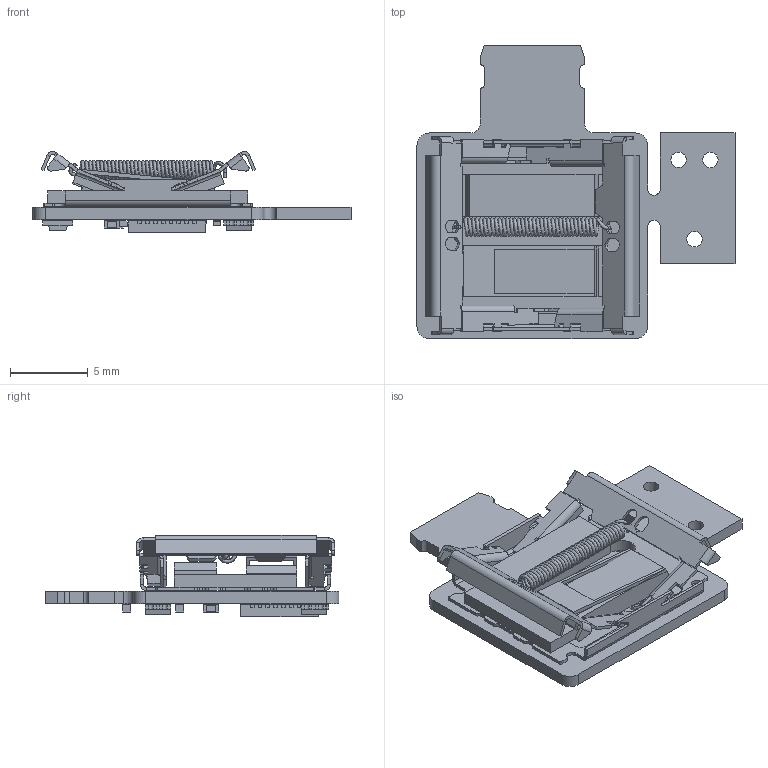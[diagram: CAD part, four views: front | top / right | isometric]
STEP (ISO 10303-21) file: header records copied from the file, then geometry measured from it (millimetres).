
FILE_DESCRIPTION(('KiCad electronic assembly'),'2;1');
FILE_NAME('smolpad-3D.step','2024-06-12T16:16:30',('Pcbnew'),('Kicad'), 'Open CASCADE STEP processor 7.6','KiCad to STEP converter','Unknown' );
FILE_SCHEMA(('AUTOMOTIVE_DESIGN { 1 0 10303 214 1 1 1 1 }'));
Length unit declared in the file: millimetre
Products named in the file (14): smolpad-3D 1; LED_RGB_1210; Cherry_MX_ULP; ulp switch model v8; C_0402_1005Metric; QFN-32-1EP_5x5mm_P0.5mm_EP3.45x3.45mm; QFN-32-1EP_5x5mm_Pitch0.5mm; R_0402_1005Metric; DFN-6-1EP_1.2x1.2mm_P0.4mm_EP0.3x0.94mm; DFN_6_1EP_12x12mm_P04mm_EP03x094mm; kibot_43obzgbb_PCB
Assembly tree (21 placements, depth 3):
  smolpad-3D 1
    LED_RGB_1210  x5
      LED_RGB_1210
    Cherry_MX_ULP
      ulp switch model v8
    C_0402_1005Metric  x4
      C_0402_1005Metric
    QFN-32-1EP_5x5mm_P0.5mm_EP3.45x3.45mm
      QFN-32-1EP_5x5mm_Pitch0.5mm
    R_0402_1005Metric  x2
      R_0402_1005Metric
    DFN-6-1EP_1.2x1.2mm_P0.4mm_EP0.3x0.94mm
      DFN_6_1EP_12x12mm_P04mm_EP03x094mm
    kibot_43obzgbb_PCB
Bounding box: 20.4 x 18.82 x 5.2 mm (x, y, z)
Volume: 337.9 mm3; surface area: 1598.4 mm2
Topology: 22 solids, 22 shells, 1514 faces, 3941 edges, 2490 vertices
Faces by surface type: plane 706, bspline 552, cylinder 253, cone 3
Full cylindrical faces by diameter (mm): 0.5 x1, 0.991 x3, 1.05 x3, 1.2 x6
Entity records: 38098 total; most frequent: CARTESIAN_POINT 10709, ORIENTED_EDGE 5386, DIRECTION 4457, EDGE_CURVE 2693, LINE 1871, VECTOR 1871, VERTEX_POINT 1718, AXIS2_PLACEMENT_3D 1293
